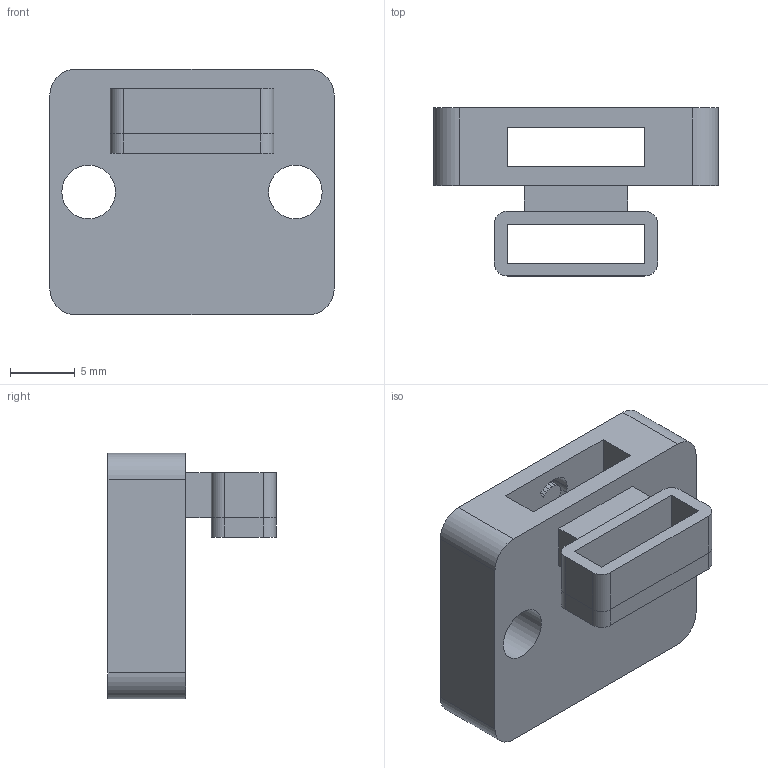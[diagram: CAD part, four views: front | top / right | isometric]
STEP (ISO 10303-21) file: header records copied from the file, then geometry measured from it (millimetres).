
FILE_DESCRIPTION(/* description */ (''),/* implementation_level */ '2;1');
FILE_NAME(/* name */ '3 Whole Piece Test.step',/* time_stamp */ '2024-06-16T20:06:11-04:00',/* author */ (''),/* organization */ (''),/* preprocessor_version */ 'ST-DEVELOPER v20',/* originating_system */ 'Autodesk Translation Framework v13.14.0.145',/* authorisation */ '');
FILE_SCHEMA (('AUTOMOTIVE_DESIGN { 1 0 10303 214 3 1 1 }'));
Length unit declared in the file: millimetre
Products named in the file (2): Joined Piece; Jumper Cables Adapter
Assembly tree (1 placements, depth 2):
  Joined Piece
    Jumper Cables Adapter
Bounding box: 22 x 13 x 19 mm (x, y, z)
Volume: 1916.9 mm3; surface area: 2349.3 mm2
Topology: 3 solids, 3 shells, 85 faces, 236 edges, 158 vertices
Faces by surface type: plane 40, bspline 31, cylinder 14
Full cylindrical faces by diameter (mm): 4.15 x2
Entity records: 3140 total; most frequent: CARTESIAN_POINT 1068, ORIENTED_EDGE 472, DIRECTION 316, EDGE_CURVE 236, VERTEX_POINT 158, LINE 146, VECTOR 146, EDGE_LOOP 98
